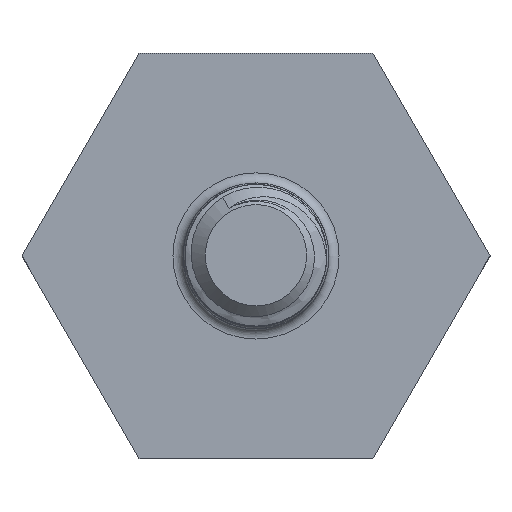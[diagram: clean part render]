
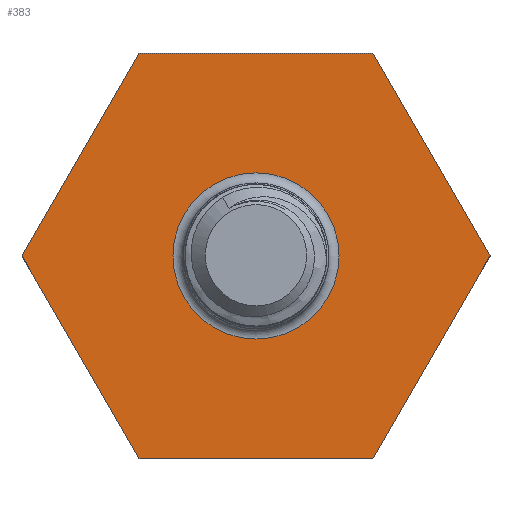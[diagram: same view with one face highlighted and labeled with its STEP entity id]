
A CAD part, top view. The second image highlights one B-rep face of the part: STEP entity #383.
In plain terms, the highlighted planar face has unit normal (0, 0, 1).
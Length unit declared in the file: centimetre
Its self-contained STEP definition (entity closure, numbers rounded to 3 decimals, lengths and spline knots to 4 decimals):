
#120=VECTOR('',#439,1.);
#121=VECTOR('',#440,1.);
#122=VECTOR('',#441,1.);
#123=VECTOR('',#442,1.);
#124=VECTOR('',#443,1.);
#125=VECTOR('',#444,1.);
#138=LINE('',#500,#120);
#139=LINE('',#503,#121);
#140=LINE('',#505,#122);
#141=LINE('',#507,#123);
#142=LINE('',#509,#124);
#143=LINE('',#511,#125);
#156=PLANE('',#406);
#170=VERTEX_POINT('',#495);
#172=VERTEX_POINT('',#501);
#173=VERTEX_POINT('',#502);
#174=VERTEX_POINT('',#504);
#175=VERTEX_POINT('',#506);
#176=VERTEX_POINT('',#508);
#177=VERTEX_POINT('',#510);
#199=CIRCLE('',#403,0.205);
#209=EDGE_CURVE('',#170,#170,#199,.T.);
#211=EDGE_CURVE('',#172,#173,#138,.T.);
#212=EDGE_CURVE('',#173,#174,#139,.T.);
#213=EDGE_CURVE('',#174,#175,#140,.T.);
#214=EDGE_CURVE('',#175,#176,#141,.T.);
#215=EDGE_CURVE('',#176,#177,#142,.T.);
#216=EDGE_CURVE('',#177,#172,#143,.T.);
#251=ORIENTED_EDGE('',*,*,#211,.T.);
#252=ORIENTED_EDGE('',*,*,#212,.T.);
#253=ORIENTED_EDGE('',*,*,#213,.T.);
#254=ORIENTED_EDGE('',*,*,#214,.T.);
#255=ORIENTED_EDGE('',*,*,#215,.T.);
#256=ORIENTED_EDGE('',*,*,#216,.T.);
#257=ORIENTED_EDGE('',*,*,#209,.F.);
#329=EDGE_LOOP('',(#251,#252,#253,#254,#255,#256));
#330=EDGE_LOOP('',(#257));
#357=FACE_BOUND('',#329,.T.);
#358=FACE_BOUND('',#330,.T.);
#383=ADVANCED_FACE('',(#357,#358),#156,.T.);
#403=AXIS2_PLACEMENT_3D('',#494,#432,#433);
#406=AXIS2_PLACEMENT_3D('',#499,#438,$);
#432=DIRECTION('',(0.,0.,1.));
#433=DIRECTION('',(-0.205,0.,0.));
#438=DIRECTION('',(0.,0.,1.));
#439=DIRECTION('',(-1.,0.,0.));
#440=DIRECTION('',(-0.5,-0.866,0.));
#441=DIRECTION('',(0.5,-0.866,0.));
#442=DIRECTION('',(1.,0.,0.));
#443=DIRECTION('',(0.5,0.866,0.));
#444=DIRECTION('',(-0.5,0.866,0.));
#494=CARTESIAN_POINT('',(0.,0.,0.));
#495=CARTESIAN_POINT('',(0.205,0.,0.));
#499=CARTESIAN_POINT('',(0.,0.,0.));
#500=CARTESIAN_POINT('',(0.2887,0.5,0.));
#501=CARTESIAN_POINT('',(0.2887,0.5,0.));
#502=CARTESIAN_POINT('',(-0.2887,0.5,0.));
#503=CARTESIAN_POINT('',(-0.2887,0.5,0.));
#504=CARTESIAN_POINT('',(-0.5774,0.,0.));
#505=CARTESIAN_POINT('',(-0.5774,0.,0.));
#506=CARTESIAN_POINT('',(-0.2887,-0.5,0.));
#507=CARTESIAN_POINT('',(-0.2887,-0.5,0.));
#508=CARTESIAN_POINT('',(0.2887,-0.5,0.));
#509=CARTESIAN_POINT('',(0.2887,-0.5,0.));
#510=CARTESIAN_POINT('',(0.5774,0.,0.));
#511=CARTESIAN_POINT('',(0.5774,0.,0.));
